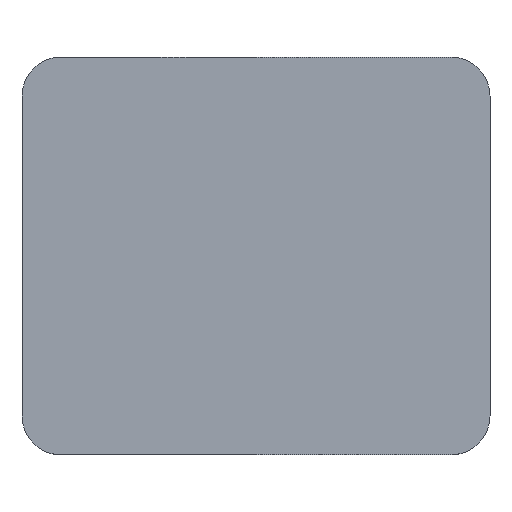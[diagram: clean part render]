
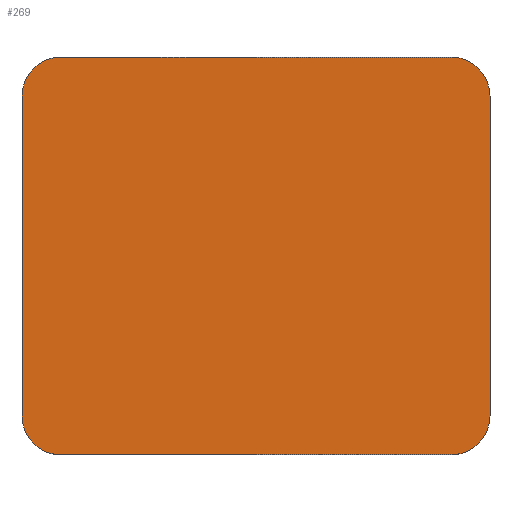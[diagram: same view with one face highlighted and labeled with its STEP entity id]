
A CAD part, top view. The second image highlights one B-rep face of the part: STEP entity #269.
In plain terms, the highlighted planar face has unit normal (0, 0, 1).
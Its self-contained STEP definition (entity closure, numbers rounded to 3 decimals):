
#2 = DIRECTION ( 'NONE',  ( 0., -1., 0. ) ) ;
#9 = VERTEX_POINT ( 'NONE', #282 ) ;
#14 = VECTOR ( 'NONE', #2, 1000. ) ;
#16 = DIRECTION ( 'NONE',  ( -1., 0., 0. ) ) ;
#24 = CARTESIAN_POINT ( 'NONE',  ( -27.114, -145.167, 3. ) ) ;
#25 = CARTESIAN_POINT ( 'NONE',  ( -32.114, -145.167, 3. ) ) ;
#27 = CARTESIAN_POINT ( 'NONE',  ( 27.886, -104.167, 3. ) ) ;
#29 = VECTOR ( 'NONE', #103, 1000. ) ;
#30 = DIRECTION ( 'NONE',  ( -1., 0., 0. ) ) ;
#33 = DIRECTION ( 'NONE',  ( 0., 0., 1. ) ) ;
#41 = CARTESIAN_POINT ( 'NONE',  ( 27.886, -145.167, 3. ) ) ;
#45 = CARTESIAN_POINT ( 'NONE',  ( 27.886, -145.167, 3. ) ) ;
#47 = CARTESIAN_POINT ( 'NONE',  ( -27.114, -145.167, 3. ) ) ;
#48 = EDGE_CURVE ( 'NONE', #156, #268, #89, .T. ) ;
#56 = AXIS2_PLACEMENT_3D ( 'NONE', #63, #33, #348 ) ;
#60 = EDGE_CURVE ( 'NONE', #297, #9, #226, .T. ) ;
#61 = DIRECTION ( 'NONE',  ( 1., 0., 0. ) ) ;
#62 = AXIS2_PLACEMENT_3D ( 'NONE', #128, #248, #284 ) ;
#63 = CARTESIAN_POINT ( 'NONE',  ( 22.886, -104.167, 3. ) ) ;
#82 = CARTESIAN_POINT ( 'NONE',  ( 22.886, -145.167, 3. ) ) ;
#88 = CARTESIAN_POINT ( 'NONE',  ( 22.886, -99.167, 3. ) ) ;
#89 = CIRCLE ( 'NONE', #377, 5. ) ;
#99 = EDGE_LOOP ( 'NONE', ( #242, #359, #108, #306, #274, #118, #229, #255 ) ) ;
#103 = DIRECTION ( 'NONE',  ( 1., 0., 0. ) ) ;
#105 = VECTOR ( 'NONE', #265, 1000. ) ;
#108 = ORIENTED_EDGE ( 'NONE', *, *, #116, .T. ) ;
#116 = EDGE_CURVE ( 'NONE', #123, #214, #302, .T. ) ;
#118 = ORIENTED_EDGE ( 'NONE', *, *, #215, .T. ) ;
#121 = VERTEX_POINT ( 'NONE', #27 ) ;
#123 = VERTEX_POINT ( 'NONE', #325 ) ;
#128 = CARTESIAN_POINT ( 'NONE',  ( -27.114, -104.167, 3. ) ) ;
#129 = VERTEX_POINT ( 'NONE', #88 ) ;
#134 = AXIS2_PLACEMENT_3D ( 'NONE', #82, #262, #61 ) ;
#144 = LINE ( 'NONE', #25, #14 ) ;
#145 = EDGE_CURVE ( 'NONE', #121, #129, #244, .T. ) ;
#156 = VERTEX_POINT ( 'NONE', #200 ) ;
#158 = DIRECTION ( 'NONE',  ( 0., 0., 1. ) ) ;
#163 = EDGE_CURVE ( 'NONE', #9, #156, #144, .T. ) ;
#173 = DIRECTION ( 'NONE',  ( 0., 0., -1. ) ) ;
#179 = FACE_OUTER_BOUND ( 'NONE', #99, .T. ) ;
#185 = LINE ( 'NONE', #281, #29 ) ;
#186 = CARTESIAN_POINT ( 'NONE',  ( -27.114, -150.167, 3. ) ) ;
#191 = VECTOR ( 'NONE', #264, 1000. ) ;
#200 = CARTESIAN_POINT ( 'NONE',  ( -32.114, -145.167, 3. ) ) ;
#209 = LINE ( 'NONE', #45, #191 ) ;
#211 = CARTESIAN_POINT ( 'NONE',  ( -27.114, -99.167, 3. ) ) ;
#214 = VERTEX_POINT ( 'NONE', #41 ) ;
#215 = EDGE_CURVE ( 'NONE', #129, #297, #267, .T. ) ;
#226 = CIRCLE ( 'NONE', #62, 5. ) ;
#229 = ORIENTED_EDGE ( 'NONE', *, *, #60, .T. ) ;
#242 = ORIENTED_EDGE ( 'NONE', *, *, #48, .T. ) ;
#244 = CIRCLE ( 'NONE', #56, 5. ) ;
#248 = DIRECTION ( 'NONE',  ( 0., 0., 1. ) ) ;
#255 = ORIENTED_EDGE ( 'NONE', *, *, #163, .T. ) ;
#262 = DIRECTION ( 'NONE',  ( 0., 0., 1. ) ) ;
#264 = DIRECTION ( 'NONE',  ( 0., 1., 0. ) ) ;
#265 = DIRECTION ( 'NONE',  ( -1., 0., 0. ) ) ;
#267 = LINE ( 'NONE', #211, #105 ) ;
#268 = VERTEX_POINT ( 'NONE', #186 ) ;
#269 = ADVANCED_FACE ( 'NONE', ( #179 ), #343, .F. ) ;
#274 = ORIENTED_EDGE ( 'NONE', *, *, #145, .T. ) ;
#281 = CARTESIAN_POINT ( 'NONE',  ( -27.114, -150.167, 3. ) ) ;
#282 = CARTESIAN_POINT ( 'NONE',  ( -32.114, -104.167, 3. ) ) ;
#284 = DIRECTION ( 'NONE',  ( -1., 0., 0. ) ) ;
#287 = EDGE_CURVE ( 'NONE', #214, #121, #209, .T. ) ;
#291 = CARTESIAN_POINT ( 'NONE',  ( -27.114, -99.167, 3. ) ) ;
#297 = VERTEX_POINT ( 'NONE', #291 ) ;
#298 = EDGE_CURVE ( 'NONE', #268, #123, #185, .T. ) ;
#302 = CIRCLE ( 'NONE', #134, 5. ) ;
#306 = ORIENTED_EDGE ( 'NONE', *, *, #287, .T. ) ;
#323 = AXIS2_PLACEMENT_3D ( 'NONE', #24, #173, #30 ) ;
#325 = CARTESIAN_POINT ( 'NONE',  ( 22.886, -150.167, 3. ) ) ;
#343 = PLANE ( 'NONE',  #323 ) ;
#348 = DIRECTION ( 'NONE',  ( -1., 0., 0. ) ) ;
#359 = ORIENTED_EDGE ( 'NONE', *, *, #298, .T. ) ;
#377 = AXIS2_PLACEMENT_3D ( 'NONE', #47, #158, #16 ) ;
